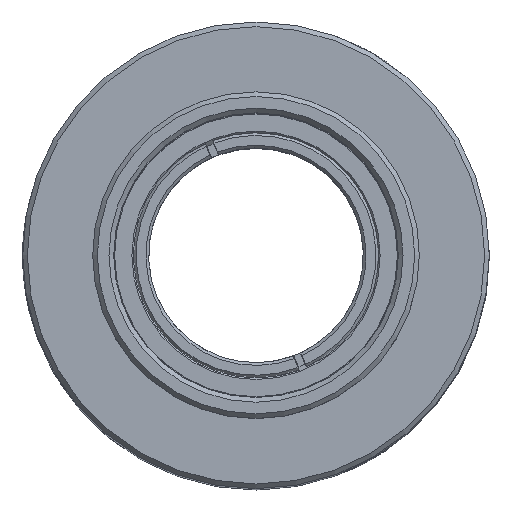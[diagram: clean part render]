
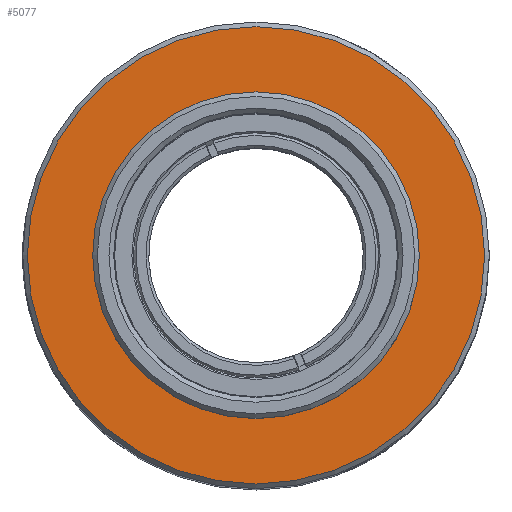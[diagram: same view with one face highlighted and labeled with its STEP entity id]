
A CAD part, top view. The second image highlights one B-rep face of the part: STEP entity #5077.
In plain terms, the highlighted planar face has unit normal (0, 0, 1).
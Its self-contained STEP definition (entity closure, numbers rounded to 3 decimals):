
#100 = CARTESIAN_POINT ( 'NONE',  ( 17.5, 0., 72.6 ) ) ;
#369 = CIRCLE ( 'NONE', #10719, 17.5 ) ;
#5077 = ADVANCED_FACE ( 'NONE', ( #17861, #24594 ), #41462, .T. ) ;
#5565 = CARTESIAN_POINT ( 'NONE',  ( 0., 0., 72.6 ) ) ;
#7876 = DIRECTION ( 'NONE',  ( -1., 0., 0. ) ) ;
#8498 = VERTEX_POINT ( 'NONE', #18850 ) ;
#9126 = DIRECTION ( 'NONE',  ( 1., 0., 0. ) ) ;
#10719 = AXIS2_PLACEMENT_3D ( 'NONE', #38751, #12801, #9126 ) ;
#12801 = DIRECTION ( 'NONE',  ( 0., 0., -1. ) ) ;
#13363 = AXIS2_PLACEMENT_3D ( 'NONE', #27332, #37066, #7876 ) ;
#14465 = AXIS2_PLACEMENT_3D ( 'NONE', #5565, #31945, #15496 ) ;
#15496 = DIRECTION ( 'NONE',  ( 1., 0., 0. ) ) ;
#16632 = EDGE_CURVE ( 'NONE', #16711, #16711, #369, .T. ) ;
#16711 = VERTEX_POINT ( 'NONE', #100 ) ;
#16723 = ORIENTED_EDGE ( 'NONE', *, *, #38546, .F. ) ;
#17861 = FACE_BOUND ( 'NONE', #20307, .T. ) ;
#18850 = CARTESIAN_POINT ( 'NONE',  ( -24.5, 0., 72.6 ) ) ;
#20307 = EDGE_LOOP ( 'NONE', ( #32095 ) ) ;
#21059 = EDGE_LOOP ( 'NONE', ( #16723 ) ) ;
#24594 = FACE_OUTER_BOUND ( 'NONE', #21059, .T. ) ;
#27332 = CARTESIAN_POINT ( 'NONE',  ( 0., 0., 72.6 ) ) ;
#31945 = DIRECTION ( 'NONE',  ( 0., 0., 1. ) ) ;
#32095 = ORIENTED_EDGE ( 'NONE', *, *, #16632, .T. ) ;
#37066 = DIRECTION ( 'NONE',  ( 0., 0., -1. ) ) ;
#38546 = EDGE_CURVE ( 'NONE', #8498, #8498, #40978, .T. ) ;
#38751 = CARTESIAN_POINT ( 'NONE',  ( 0., 0., 72.6 ) ) ;
#40978 = CIRCLE ( 'NONE', #13363, 24.5 ) ;
#41462 = PLANE ( 'NONE',  #14465 ) ;
